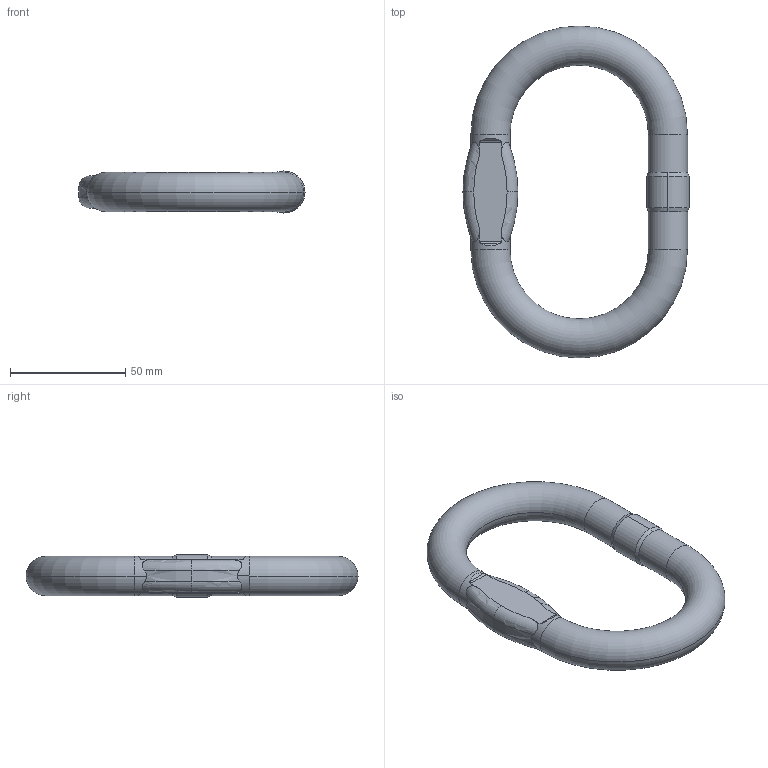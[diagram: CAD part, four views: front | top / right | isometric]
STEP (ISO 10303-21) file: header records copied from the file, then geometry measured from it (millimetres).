
FILE_DESCRIPTION(('STEP AP203'),'1');
FILE_NAME('awp_16.stp','2018-11-19T09:16:56',('TraceParts'),('TraceParts S.A.'),'Spatial InterOp 3D',' ',' ');
FILE_SCHEMA(('CONFIG_CONTROL_DESIGN'));
Length unit declared in the file: millimetre
Products named in the file (1): 1
Bounding box: 98.04 x 144 x 18.27 mm (x, y, z)
Volume: 80263.4 mm3; surface area: 18842.7 mm2
Topology: 1 solids, 1 shells, 161 faces, 428 edges, 280 vertices
Faces by surface type: plane 73, extrusion 49, cylinder 23, torus 12, cone 4
Entity records: 5641 total; most frequent: CARTESIAN_POINT 1963, ORIENTED_EDGE 856, DIRECTION 545, EDGE_CURVE 428, VERTEX_POINT 280, B_SPLINE_CURVE_WITH_KNOTS 265, VECTOR 203, EDGE_LOOP 174
